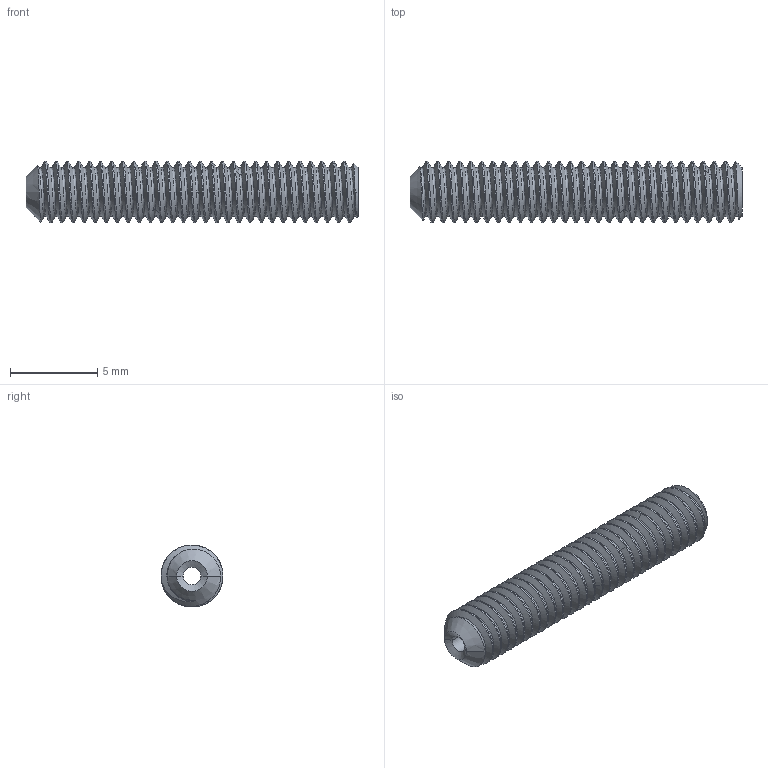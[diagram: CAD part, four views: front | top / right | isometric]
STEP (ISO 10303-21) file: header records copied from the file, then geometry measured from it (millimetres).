
FILE_DESCRIPTION((''),'2;1');
FILE_NAME('001_SET_SCREW_INCH_ASM','2023-11-17T',('SYSTEM'),(''),'PRO/ENGINEER BY PARAMETRIC TECHNOLOGY CORPORATION, 2016360','PRO/ENGINEER BY PARAMETRIC TECHNOLOGY CORPORATION, 2016360','');
FILE_SCHEMA(('AUTOMOTIVE_DESIGN { 1 0 10303 214 1 1 1 1 }'));
Length unit declared in the file: inch
Products named in the file (2): T-K138_AF0; 001_SET_SCREW_INCH_ASM
Assembly tree (1 placements, depth 2):
  001_SET_SCREW_INCH_ASM
    T-K138_AF0
Bounding box: 19.05 x 3.56 x 3.56 mm (x, y, z)
Volume: 129.5 mm3; surface area: 385.1 mm2
Topology: 1 solids, 1 shells, 96 faces, 262 edges, 168 vertices
Faces by surface type: cylinder 58, bspline 24, plane 8, cone 6
Entity records: 12151 total; most frequent: CARTESIAN_POINT 9890, ORIENTED_EDGE 524, DIRECTION 264, EDGE_CURVE 262, VERTEX_POINT 168, B_SPLINE_CURVE_WITH_KNOTS 158, COLOUR_RGB 110, EDGE_LOOP 98
